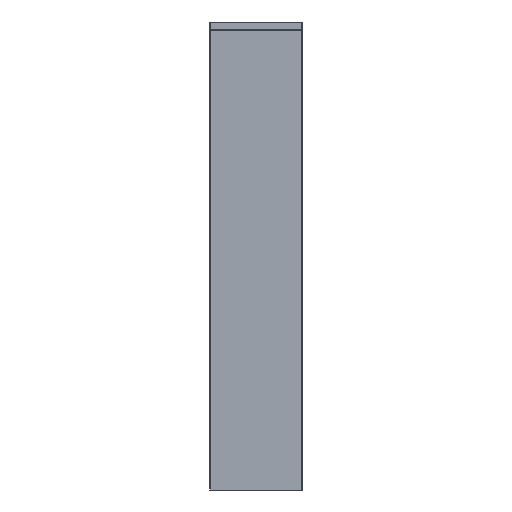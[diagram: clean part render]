
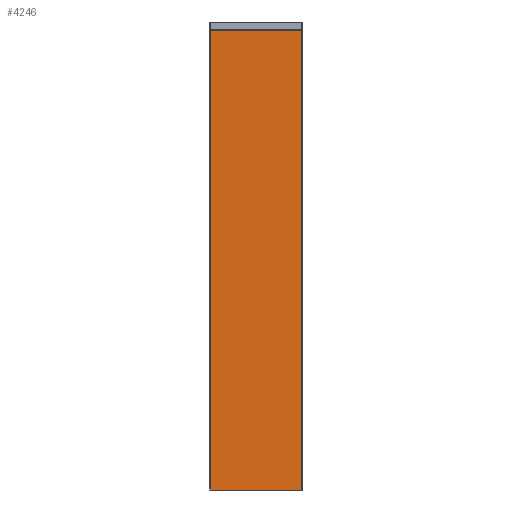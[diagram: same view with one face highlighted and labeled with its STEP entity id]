
A CAD part, front view. The second image highlights one B-rep face of the part: STEP entity #4246.
In plain terms, the highlighted planar face has unit normal (0, -1, 0).
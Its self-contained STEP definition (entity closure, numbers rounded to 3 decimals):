
#39 = DIRECTION ( 'NONE',  ( 0., 0., -1. ) ) ;
#255 = DIRECTION ( 'NONE',  ( -1., 0., 0. ) ) ;
#549 = VECTOR ( 'NONE', #39, 1000. ) ;
#576 = DIRECTION ( 'NONE',  ( 0., 0., -1. ) ) ;
#785 = CARTESIAN_POINT ( 'NONE',  ( 0., 0., 3050. ) ) ;
#970 = VECTOR ( 'NONE', #2652, 1000. ) ;
#1178 = CARTESIAN_POINT ( 'NONE',  ( -297.5, 0., 3050. ) ) ;
#1312 = LINE ( 'NONE', #1178, #3404 ) ;
#1574 = CARTESIAN_POINT ( 'NONE',  ( -297.5, 0., 2994.341 ) ) ;
#1975 = AXIS2_PLACEMENT_3D ( 'NONE', #785, #2845, #3422 ) ;
#2045 = PLANE ( 'NONE',  #1975 ) ;
#2068 = VERTEX_POINT ( 'NONE', #7651 ) ;
#2652 = DIRECTION ( 'NONE',  ( 1., 0., 0. ) ) ;
#2845 = DIRECTION ( 'NONE',  ( 0., 1., 0. ) ) ;
#2925 = CARTESIAN_POINT ( 'NONE',  ( 298.5, 0., 2994.341 ) ) ;
#3404 = VECTOR ( 'NONE', #576, 1000. ) ;
#3422 = DIRECTION ( 'NONE',  ( -1., 0., 0. ) ) ;
#3548 = ORIENTED_EDGE ( 'NONE', *, *, #5272, .T. ) ;
#3613 = VERTEX_POINT ( 'NONE', #1574 ) ;
#3641 = VERTEX_POINT ( 'NONE', #7633 ) ;
#3819 = EDGE_CURVE ( 'NONE', #2068, #8554, #7440, .T. ) ;
#4095 = ORIENTED_EDGE ( 'NONE', *, *, #3819, .F. ) ;
#4246 = ADVANCED_FACE ( 'NONE', ( #5457 ), #2045, .F. ) ;
#4345 = LINE ( 'NONE', #2925, #6168 ) ;
#4491 = ORIENTED_EDGE ( 'NONE', *, *, #4851, .T. ) ;
#4851 = EDGE_CURVE ( 'NONE', #3613, #3641, #1312, .T. ) ;
#5272 = EDGE_CURVE ( 'NONE', #3641, #8554, #7978, .T. ) ;
#5457 = FACE_OUTER_BOUND ( 'NONE', #7104, .T. ) ;
#5481 = ORIENTED_EDGE ( 'NONE', *, *, #6425, .T. ) ;
#6168 = VECTOR ( 'NONE', #255, 1000. ) ;
#6315 = CARTESIAN_POINT ( 'NONE',  ( 297.5, 0., 0. ) ) ;
#6425 = EDGE_CURVE ( 'NONE', #2068, #3613, #4345, .T. ) ;
#6785 = CARTESIAN_POINT ( 'NONE',  ( 297.5, 0., 3050. ) ) ;
#7104 = EDGE_LOOP ( 'NONE', ( #4095, #5481, #4491, #3548 ) ) ;
#7440 = LINE ( 'NONE', #6785, #549 ) ;
#7633 = CARTESIAN_POINT ( 'NONE',  ( -297.5, 0., 0. ) ) ;
#7651 = CARTESIAN_POINT ( 'NONE',  ( 297.5, 0., 2994.341 ) ) ;
#7978 = LINE ( 'NONE', #8721, #970 ) ;
#8554 = VERTEX_POINT ( 'NONE', #6315 ) ;
#8721 = CARTESIAN_POINT ( 'NONE',  ( 0., 0., 0. ) ) ;
